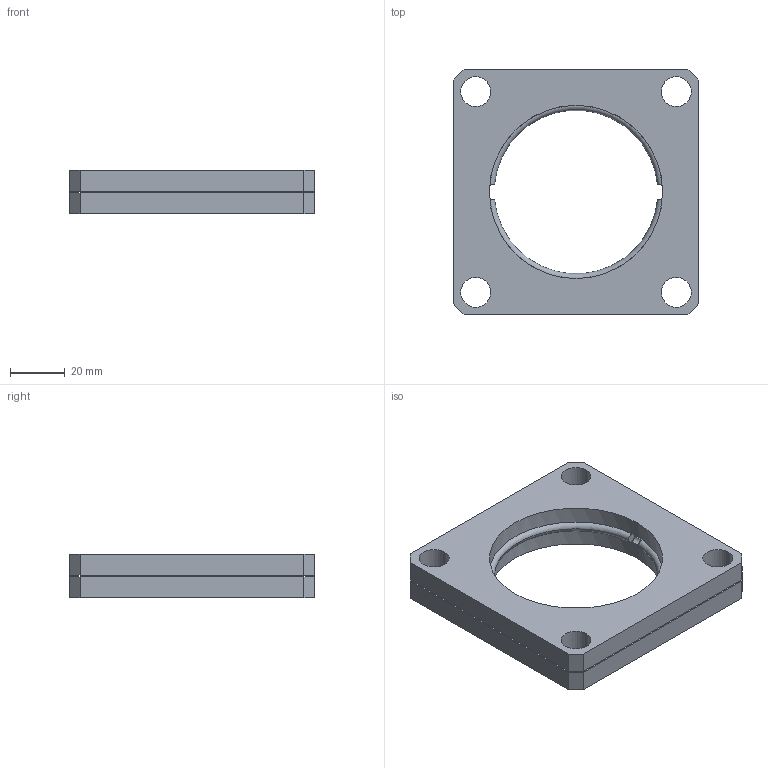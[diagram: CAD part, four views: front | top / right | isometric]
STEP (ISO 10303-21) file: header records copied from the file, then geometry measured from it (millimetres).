
FILE_DESCRIPTION (( 'STEP AP203' ), '1' );
FILE_NAME ('DK_063.step', '2018-12-22T23:13:10', ( '' ), ( '' ), 'SwSTEP 2.0', 'SolidWorks 2016', '' );
FILE_SCHEMA (( 'CONFIG_CONTROL_DESIGN' ));
Length unit declared in the file: millimetre
Products named in the file (1): DK_063
Bounding box: 90 x 90 x 16 mm (x, y, z)
Volume: 71186.6 mm3; surface area: 28652.5 mm2
Topology: 1 solids, 1 shells, 56 faces, 150 edges, 94 vertices
Faces by surface type: plane 24, cylinder 20, torus 12
Entity records: 1893 total; most frequent: DIRECTION 346, CARTESIAN_POINT 301, ORIENTED_EDGE 300, EDGE_CURVE 150, AXIS2_PLACEMENT_3D 139, VERTEX_POINT 94, CIRCLE 82, EDGE_LOOP 76
